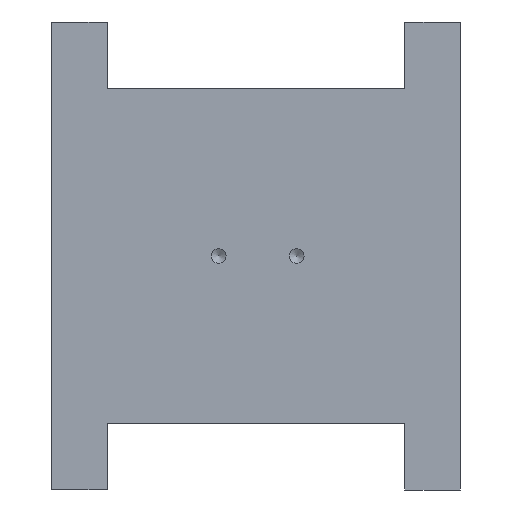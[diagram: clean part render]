
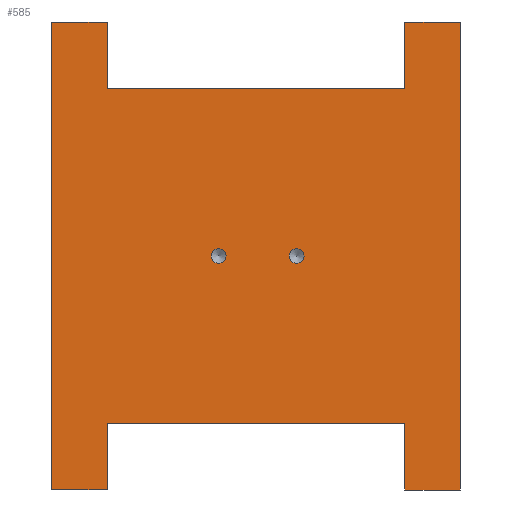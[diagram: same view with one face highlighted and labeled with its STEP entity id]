
A CAD part, left-side view. The second image highlights one B-rep face of the part: STEP entity #585.
In plain terms, the highlighted planar face has unit normal (-1, 0, 0).
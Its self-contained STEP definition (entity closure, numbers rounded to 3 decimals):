
#15=LINE('',#907,#51);
#19=LINE('',#915,#55);
#22=LINE('',#921,#58);
#25=LINE('',#927,#61);
#28=LINE('',#933,#64);
#31=LINE('',#939,#67);
#34=LINE('',#945,#70);
#37=LINE('',#951,#73);
#40=LINE('',#957,#76);
#43=LINE('',#963,#79);
#46=LINE('',#969,#82);
#49=LINE('',#974,#85);
#51=VECTOR('',#760,30.);
#55=VECTOR('',#766,25.);
#58=VECTOR('',#771,210.);
#61=VECTOR('',#776,25.);
#64=VECTOR('',#781,30.);
#67=VECTOR('',#786,133.5);
#70=VECTOR('',#791,30.);
#73=VECTOR('',#796,25.);
#76=VECTOR('',#801,210.);
#79=VECTOR('',#806,25.);
#82=VECTOR('',#811,30.);
#85=VECTOR('',#816,133.5);
#101=PLANE('',#652);
#138=FACE_BOUND('',#259,.T.);
#139=FACE_BOUND('',#260,.T.);
#188=FACE_OUTER_BOUND('',#258,.T.);
#258=EDGE_LOOP('',(#518,#519,#520,#521,#522,#523,#524,#525,#526,#527,#528,
#529));
#259=EDGE_LOOP('',(#530));
#260=EDGE_LOOP('',(#531));
#273=CIRCLE('',#608,3.324);
#275=CIRCLE('',#612,3.324);
#303=VERTEX_POINT('',#851);
#305=VERTEX_POINT('',#857);
#324=VERTEX_POINT('',#905);
#325=VERTEX_POINT('',#906);
#328=VERTEX_POINT('',#914);
#330=VERTEX_POINT('',#920);
#332=VERTEX_POINT('',#926);
#334=VERTEX_POINT('',#932);
#336=VERTEX_POINT('',#938);
#338=VERTEX_POINT('',#944);
#340=VERTEX_POINT('',#950);
#342=VERTEX_POINT('',#956);
#344=VERTEX_POINT('',#962);
#346=VERTEX_POINT('',#968);
#357=EDGE_CURVE('',#303,#303,#273,.T.);
#359=EDGE_CURVE('',#305,#305,#275,.T.);
#378=EDGE_CURVE('',#324,#325,#15,.T.);
#382=EDGE_CURVE('',#325,#328,#19,.T.);
#385=EDGE_CURVE('',#328,#330,#22,.T.);
#388=EDGE_CURVE('',#330,#332,#25,.T.);
#391=EDGE_CURVE('',#332,#334,#28,.T.);
#394=EDGE_CURVE('',#334,#336,#31,.T.);
#397=EDGE_CURVE('',#336,#338,#34,.T.);
#400=EDGE_CURVE('',#338,#340,#37,.T.);
#403=EDGE_CURVE('',#340,#342,#40,.T.);
#406=EDGE_CURVE('',#342,#344,#43,.T.);
#409=EDGE_CURVE('',#344,#346,#46,.T.);
#412=EDGE_CURVE('',#346,#324,#49,.T.);
#518=ORIENTED_EDGE('',*,*,#412,.T.);
#519=ORIENTED_EDGE('',*,*,#378,.T.);
#520=ORIENTED_EDGE('',*,*,#382,.T.);
#521=ORIENTED_EDGE('',*,*,#385,.T.);
#522=ORIENTED_EDGE('',*,*,#388,.T.);
#523=ORIENTED_EDGE('',*,*,#391,.T.);
#524=ORIENTED_EDGE('',*,*,#394,.T.);
#525=ORIENTED_EDGE('',*,*,#397,.T.);
#526=ORIENTED_EDGE('',*,*,#400,.T.);
#527=ORIENTED_EDGE('',*,*,#403,.T.);
#528=ORIENTED_EDGE('',*,*,#406,.T.);
#529=ORIENTED_EDGE('',*,*,#409,.T.);
#530=ORIENTED_EDGE('',*,*,#357,.T.);
#531=ORIENTED_EDGE('',*,*,#359,.T.);
#585=ADVANCED_FACE('',(#188,#138,#139),#101,.F.);
#608=AXIS2_PLACEMENT_3D('',#852,#694,#695);
#612=AXIS2_PLACEMENT_3D('',#858,#702,#703);
#652=AXIS2_PLACEMENT_3D('',#976,#818,#819);
#694=DIRECTION('center_axis',(1.,0.,0.));
#695=DIRECTION('ref_axis',(0.,0.,1.));
#702=DIRECTION('center_axis',(1.,0.,0.));
#703=DIRECTION('ref_axis',(0.,0.,1.));
#760=DIRECTION('',(0.,0.,-1.));
#766=DIRECTION('',(0.,-1.,0.));
#771=DIRECTION('',(0.,0.,1.));
#776=DIRECTION('',(0.,1.,0.));
#781=DIRECTION('',(0.,0.,-1.));
#786=DIRECTION('',(0.,1.,0.));
#791=DIRECTION('',(0.,0.,1.));
#796=DIRECTION('',(0.,1.,0.));
#801=DIRECTION('',(0.,0.,-1.));
#806=DIRECTION('',(0.,-1.,0.));
#811=DIRECTION('',(0.,0.,1.));
#816=DIRECTION('',(0.,-1.,0.));
#818=DIRECTION('center_axis',(1.,0.,0.));
#819=DIRECTION('ref_axis',(0.,0.,-1.));
#851=CARTESIAN_POINT('',(0.,196.601,-185.76));
#852=CARTESIAN_POINT('Origin',(0.,196.601,-189.084));
#857=CARTESIAN_POINT('',(0.,231.601,-185.757));
#858=CARTESIAN_POINT('Origin',(0.,231.601,-189.081));
#905=CARTESIAN_POINT('',(0.,148.101,-264.084));
#906=CARTESIAN_POINT('',(0.,148.101,-294.084));
#907=CARTESIAN_POINT('',(0.,148.101,-264.084));
#914=CARTESIAN_POINT('',(0.,123.101,-294.084));
#915=CARTESIAN_POINT('',(0.,148.101,-294.084));
#920=CARTESIAN_POINT('',(0.,123.101,-84.084));
#921=CARTESIAN_POINT('',(0.,123.101,-294.084));
#926=CARTESIAN_POINT('',(0.,148.101,-84.084));
#927=CARTESIAN_POINT('',(0.,123.101,-84.084));
#932=CARTESIAN_POINT('',(0.,148.101,-114.084));
#933=CARTESIAN_POINT('',(0.,148.101,-84.084));
#938=CARTESIAN_POINT('',(0.,281.601,-114.081));
#939=CARTESIAN_POINT('',(0.,148.101,-114.084));
#944=CARTESIAN_POINT('',(0.,281.601,-84.081));
#945=CARTESIAN_POINT('',(0.,281.601,-114.081));
#950=CARTESIAN_POINT('',(0.,306.601,-84.081));
#951=CARTESIAN_POINT('',(0.,281.601,-84.081));
#956=CARTESIAN_POINT('',(0.,306.601,-294.081));
#957=CARTESIAN_POINT('',(0.,306.601,-84.081));
#962=CARTESIAN_POINT('',(0.,281.601,-294.081));
#963=CARTESIAN_POINT('',(0.,306.601,-294.081));
#968=CARTESIAN_POINT('',(0.,281.601,-264.081));
#969=CARTESIAN_POINT('',(0.,281.601,-294.081));
#974=CARTESIAN_POINT('',(0.,281.601,-264.081));
#976=CARTESIAN_POINT('Origin',(0.,214.851,-189.082));
